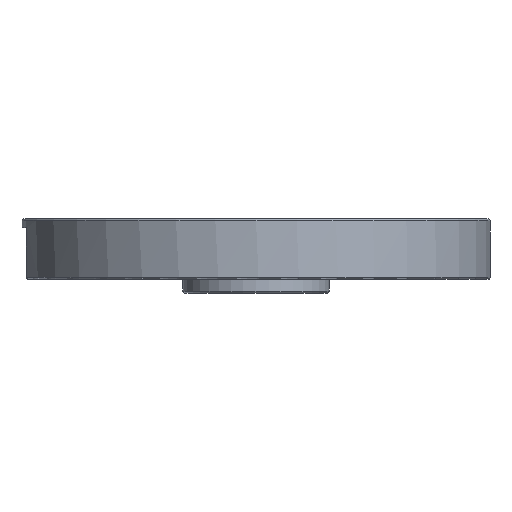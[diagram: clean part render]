
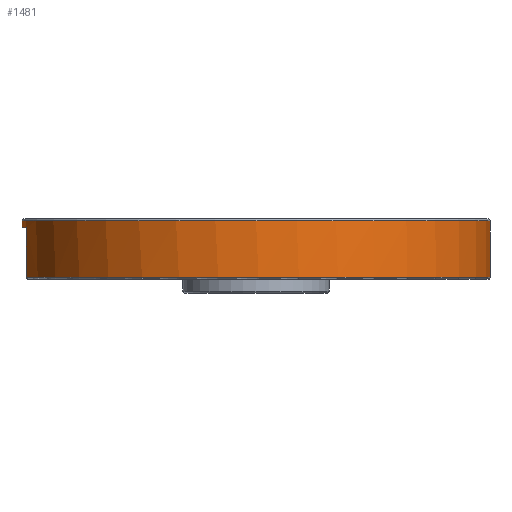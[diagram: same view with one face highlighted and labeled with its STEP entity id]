
A CAD part, front view. The second image highlights one B-rep face of the part: STEP entity #1481.
In plain terms, the highlighted cylindrical face has radius 30.48 mm (diameter 60.96 mm), a partial arc.
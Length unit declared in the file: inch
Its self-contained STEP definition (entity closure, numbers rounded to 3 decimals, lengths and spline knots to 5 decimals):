
#499 = VECTOR ( 'NONE', #3457, 39.37008 ) ;
#948 = DIRECTION ( 'NONE',  ( 0., -1., 0. ) ) ;
#1127 = AXIS2_PLACEMENT_3D ( 'NONE', #7186, #4066, #3665 ) ;
#1481 = ADVANCED_FACE ( 'NONE', ( #2937 ), #3057, .T. ) ;
#1514 = EDGE_CURVE ( 'NONE', #7712, #3661, #8164, .T. ) ;
#1529 = VERTEX_POINT ( 'NONE', #3757 ) ;
#1655 = VECTOR ( 'NONE', #7961, 39.37008 ) ;
#1656 = ORIENTED_EDGE ( 'NONE', *, *, #1744, .T. ) ;
#1744 = EDGE_CURVE ( 'NONE', #4295, #3661, #4112, .T. ) ;
#2662 = ORIENTED_EDGE ( 'NONE', *, *, #2868, .T. ) ;
#2780 = ORIENTED_EDGE ( 'NONE', *, *, #1514, .F. ) ;
#2868 = EDGE_CURVE ( 'NONE', #1529, #8058, #2946, .T. ) ;
#2937 = FACE_OUTER_BOUND ( 'NONE', #3477, .T. ) ;
#2946 = LINE ( 'NONE', #5742, #499 ) ;
#3011 = DIRECTION ( 'NONE',  ( 0., 0., -1. ) ) ;
#3057 = CYLINDRICAL_SURFACE ( 'NONE', #7871, 1.2 ) ;
#3175 = CARTESIAN_POINT ( 'NONE',  ( -0.2325, 0.265, -1.17726 ) ) ;
#3212 = DIRECTION ( 'NONE',  ( 0., 1., 0. ) ) ;
#3457 = DIRECTION ( 'NONE',  ( 0., -1., 0. ) ) ;
#3477 = EDGE_LOOP ( 'NONE', ( #2780, #4572, #2662, #7747, #5107, #1656 ) ) ;
#3502 = LINE ( 'NONE', #3175, #8800 ) ;
#3576 = AXIS2_PLACEMENT_3D ( 'NONE', #4535, #3212, #8130 ) ;
#3661 = VERTEX_POINT ( 'NONE', #6062 ) ;
#3665 = DIRECTION ( 'NONE',  ( 0., 0., 1. ) ) ;
#3757 = CARTESIAN_POINT ( 'NONE',  ( 0., 0.3, -1.2 ) ) ;
#3994 = EDGE_CURVE ( 'NONE', #7712, #1529, #6011, .T. ) ;
#4066 = DIRECTION ( 'NONE',  ( 0., 1., 0. ) ) ;
#4112 = CIRCLE ( 'NONE', #1127, 1.2 ) ;
#4295 = VERTEX_POINT ( 'NONE', #5205 ) ;
#4535 = CARTESIAN_POINT ( 'NONE',  ( 0., 0.265, 0. ) ) ;
#4572 = ORIENTED_EDGE ( 'NONE', *, *, #3994, .T. ) ;
#4841 = CARTESIAN_POINT ( 'NONE',  ( 0., 0.265, -1.2 ) ) ;
#5026 = VERTEX_POINT ( 'NONE', #5530 ) ;
#5107 = ORIENTED_EDGE ( 'NONE', *, *, #7083, .T. ) ;
#5205 = CARTESIAN_POINT ( 'NONE',  ( -0.2325, 0.01, -1.17726 ) ) ;
#5530 = CARTESIAN_POINT ( 'NONE',  ( -0.2325, 0.265, -1.17726 ) ) ;
#5742 = CARTESIAN_POINT ( 'NONE',  ( 0., 0.31, -1.2 ) ) ;
#5811 = CARTESIAN_POINT ( 'NONE',  ( 0., 0.3, 1.2 ) ) ;
#5881 = CARTESIAN_POINT ( 'NONE',  ( 0., 0.3, 0. ) ) ;
#6011 = CIRCLE ( 'NONE', #7392, 1.2 ) ;
#6062 = CARTESIAN_POINT ( 'NONE',  ( 0., 0.01, 1.2 ) ) ;
#6273 = EDGE_CURVE ( 'NONE', #8058, #5026, #8020, .T. ) ;
#6813 = DIRECTION ( 'NONE',  ( 0., -1., 0. ) ) ;
#7083 = EDGE_CURVE ( 'NONE', #5026, #4295, #3502, .T. ) ;
#7186 = CARTESIAN_POINT ( 'NONE',  ( 0., 0.01, 0. ) ) ;
#7392 = AXIS2_PLACEMENT_3D ( 'NONE', #5881, #948, #7715 ) ;
#7481 = CARTESIAN_POINT ( 'NONE',  ( 0., 0.31, 0. ) ) ;
#7712 = VERTEX_POINT ( 'NONE', #5811 ) ;
#7715 = DIRECTION ( 'NONE',  ( 0., 0., 1. ) ) ;
#7747 = ORIENTED_EDGE ( 'NONE', *, *, #6273, .T. ) ;
#7871 = AXIS2_PLACEMENT_3D ( 'NONE', #7481, #6813, #3011 ) ;
#7903 = DIRECTION ( 'NONE',  ( 0., -1., 0. ) ) ;
#7961 = DIRECTION ( 'NONE',  ( 0., -1., 0. ) ) ;
#8020 = CIRCLE ( 'NONE', #3576, 1.2 ) ;
#8058 = VERTEX_POINT ( 'NONE', #4841 ) ;
#8130 = DIRECTION ( 'NONE',  ( 0., 0., 1. ) ) ;
#8164 = LINE ( 'NONE', #8440, #1655 ) ;
#8440 = CARTESIAN_POINT ( 'NONE',  ( 0., 0.31, 1.2 ) ) ;
#8800 = VECTOR ( 'NONE', #7903, 39.37008 ) ;
